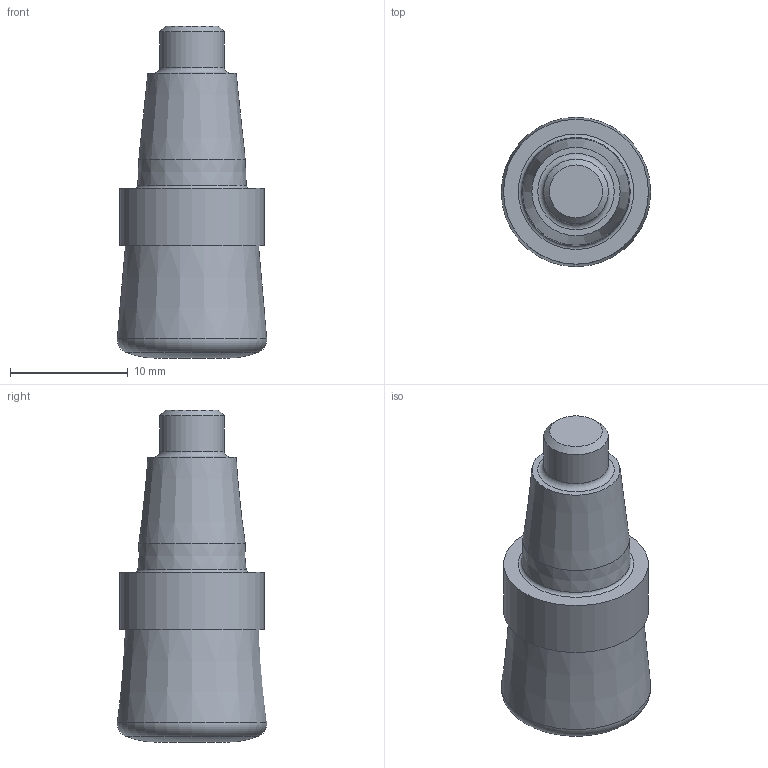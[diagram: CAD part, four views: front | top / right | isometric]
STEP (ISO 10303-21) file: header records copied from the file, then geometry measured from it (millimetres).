
FILE_DESCRIPTION(/* description */ (''),/* implementation_level */ '2;1');
FILE_NAME(/* name */ 'XHF780E12.500D1HZ3_Basic.stp',/* time_stamp */ '2022-07-03T16:40:15+05:00',/* author */ (''),/* organization */ (''),/* preprocessor_version */ 'ST-DEVELOPER v16.7',/* originating_system */ 'SIEMENS PLM Software NX 12.0',/* authorisation */ '');
FILE_SCHEMA (('AUTOMOTIVE_DESIGN { 1 0 10303 214 3 1 1 1 }'));
Length unit declared in the file: millimetre
Products named in the file (1): inpu9A94AA24fxow
Bounding box: 12.69 x 12.69 x 28.2 mm (x, y, z)
Volume: 2297.9 mm3; surface area: 1278.9 mm2
Topology: 2 solids, 2 shells, 16 faces, 26 edges, 20 vertices
Faces by surface type: plane 6, cone 4, torus 3, cylinder 2, bspline 1
Full cylindrical faces by diameter (mm): 5.5 x1, 12.3 x1
Entity records: 441 total; most frequent: CARTESIAN_POINT 98, DIRECTION 66, AXIS2_PLACEMENT_3D 33, EDGE_LOOP 28, ORIENTED_EDGE 28, FACE_BOUND 24, ADVANCED_FACE 16, VERTEX_POINT 14
